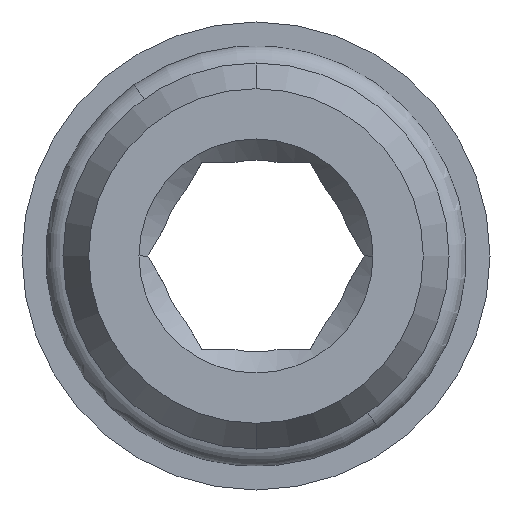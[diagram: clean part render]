
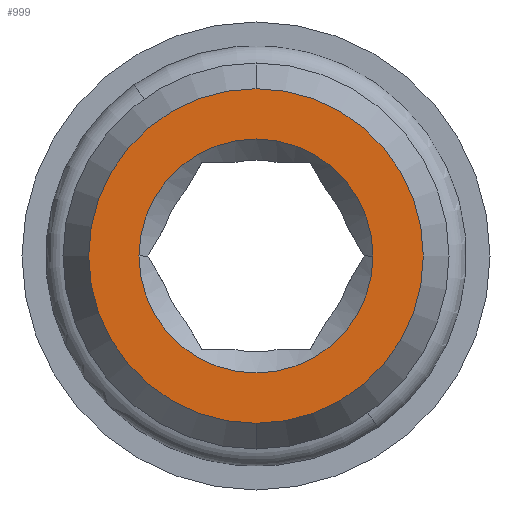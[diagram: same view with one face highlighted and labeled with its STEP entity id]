
A CAD part, front view. The second image highlights one B-rep face of the part: STEP entity #999.
In plain terms, the highlighted planar face has unit normal (0, -1, 0).
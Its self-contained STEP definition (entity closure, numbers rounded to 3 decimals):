
#30 = CARTESIAN_POINT ( 'NONE',  ( 5., 0., 0. ) ) ;
#147 = VERTEX_POINT ( 'NONE', #2621 ) ;
#207 = VERTEX_POINT ( 'NONE', #1196 ) ;
#222 = EDGE_CURVE ( 'NONE', #519, #207, #3458, .T. ) ;
#461 = DIRECTION ( 'NONE',  ( 1., 0., 0. ) ) ;
#519 = VERTEX_POINT ( 'NONE', #607 ) ;
#525 = ORIENTED_EDGE ( 'NONE', *, *, #2100, .F. ) ;
#553 = ORIENTED_EDGE ( 'NONE', *, *, #1718, .F. ) ;
#594 = DIRECTION ( 'NONE',  ( 0., 0., -1. ) ) ;
#607 = CARTESIAN_POINT ( 'NONE',  ( 0., 0., -7.15 ) ) ;
#640 = AXIS2_PLACEMENT_3D ( 'NONE', #1480, #2003, #594 ) ;
#710 = DIRECTION ( 'NONE',  ( 0., -1., 0. ) ) ;
#999 = ADVANCED_FACE ( 'NONE', ( #2573, #2288 ), #1663, .T. ) ;
#1038 = DIRECTION ( 'NONE',  ( 0., -1., 0. ) ) ;
#1066 = EDGE_CURVE ( 'NONE', #207, #519, #2007, .T. ) ;
#1148 = DIRECTION ( 'NONE',  ( 0., 0., -1. ) ) ;
#1149 = AXIS2_PLACEMENT_3D ( 'NONE', #3480, #1038, #461 ) ;
#1196 = CARTESIAN_POINT ( 'NONE',  ( 0., 0., 7.15 ) ) ;
#1392 = AXIS2_PLACEMENT_3D ( 'NONE', #3409, #710, #1887 ) ;
#1480 = CARTESIAN_POINT ( 'NONE',  ( 0., 0., 0. ) ) ;
#1571 = DIRECTION ( 'NONE',  ( 0., 0., -1. ) ) ;
#1663 = PLANE ( 'NONE',  #3407 ) ;
#1718 = EDGE_CURVE ( 'NONE', #3449, #147, #2845, .T. ) ;
#1800 = EDGE_LOOP ( 'NONE', ( #553, #525 ) ) ;
#1820 = EDGE_LOOP ( 'NONE', ( #3540, #3019 ) ) ;
#1835 = CIRCLE ( 'NONE', #1392, 5. ) ;
#1887 = DIRECTION ( 'NONE',  ( 1., 0., 0. ) ) ;
#2003 = DIRECTION ( 'NONE',  ( 0., -1., 0. ) ) ;
#2007 = CIRCLE ( 'NONE', #640, 7.15 ) ;
#2100 = EDGE_CURVE ( 'NONE', #147, #3449, #1835, .T. ) ;
#2288 = FACE_OUTER_BOUND ( 'NONE', #1820, .T. ) ;
#2385 = DIRECTION ( 'NONE',  ( 0., -1., 0. ) ) ;
#2573 = FACE_BOUND ( 'NONE', #1800, .T. ) ;
#2621 = CARTESIAN_POINT ( 'NONE',  ( -5., 0., 0. ) ) ;
#2622 = AXIS2_PLACEMENT_3D ( 'NONE', #3542, #3702, #1571 ) ;
#2845 = CIRCLE ( 'NONE', #1149, 5. ) ;
#3019 = ORIENTED_EDGE ( 'NONE', *, *, #222, .T. ) ;
#3407 = AXIS2_PLACEMENT_3D ( 'NONE', #3534, #2385, #1148 ) ;
#3409 = CARTESIAN_POINT ( 'NONE',  ( 0., 0., 0. ) ) ;
#3449 = VERTEX_POINT ( 'NONE', #30 ) ;
#3458 = CIRCLE ( 'NONE', #2622, 7.15 ) ;
#3480 = CARTESIAN_POINT ( 'NONE',  ( 0., 0., 0. ) ) ;
#3534 = CARTESIAN_POINT ( 'NONE',  ( 0., 0., 0. ) ) ;
#3540 = ORIENTED_EDGE ( 'NONE', *, *, #1066, .T. ) ;
#3542 = CARTESIAN_POINT ( 'NONE',  ( 0., 0., 0. ) ) ;
#3702 = DIRECTION ( 'NONE',  ( 0., -1., 0. ) ) ;
